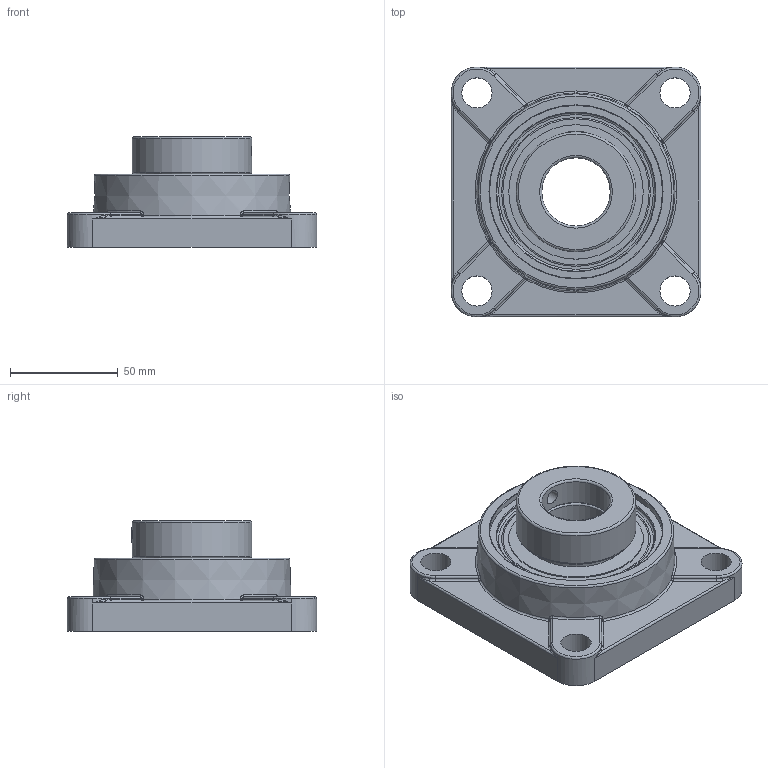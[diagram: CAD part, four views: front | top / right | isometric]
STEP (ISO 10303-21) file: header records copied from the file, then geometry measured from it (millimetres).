
FILE_DESCRIPTION(('HOOPS Exchange Step'),'2;1');
FILE_NAME('export-3524AF29-0D54-44E3-B073-97FA4B5C8E5B.stp','2020-05-18T08:18:08-07:00',('dkerr'),('Alibre'),'HOOPS Exchange 2020.0','Alibre','Unknown authorisation');
FILE_SCHEMA( ('AP242_MANAGED_MODEL_BASED_3D_ENGINEERING_MIM_LF {1 0 10303 442 1 1 4 }') );
Length unit declared in the file: inch
Products named in the file (8): MRN SFM L4L 207; SNC 207-20 L4L (1.250inch) (Race); SNC 207 (Shield); SNC 207 (Ball Bearing); SNC 207-20 (Collar); SNC 207 (Setscrew); MRN SNC 207-20 L4L (1.250inch); MRN SNCFM 207-20 L4L (1.250inch)
Assembly tree (8 placements, depth 3):
  MRN SNCFM 207-20 L4L (1.250inch)
    MRN SFM L4L 207
    MRN SNC 207-20 L4L (1.250inch)
      SNC 207-20 L4L (1.250inch) (Race)
      SNC 207 (Shield)  x2
      SNC 207 (Ball Bearing)
      SNC 207-20 (Collar)
      SNC 207 (Setscrew)
Bounding box: 116 x 116 x 51.3 mm (x, y, z)
Volume: 251366.8 mm3; surface area: 80223.6 mm2
Topology: 16 solids, 16 shells, 219 faces, 569 edges, 344 vertices
Faces by surface type: cylinder 62, plane 53, torus 38, bspline 28, sphere 25, cone 13
Full cylindrical faces by diameter (mm): 6.782 x3, 14 x4, 31.75 x2, 44.196 x2, 46.672 x2, 46.736 x2, 47.752 x2, 55.601 x1, 59.006 x2, 62.484 x2, 73.66 x1, 77.47 x1, 80.35 x1
Entity records: 10564 total; most frequent: CARTESIAN_POINT 5306, DIRECTION 1127, ORIENTED_EDGE 1014, EDGE_CURVE 507, AXIS2_PLACEMENT_3D 495, VERTEX_POINT 330, CIRCLE 287, EDGE_LOOP 237
